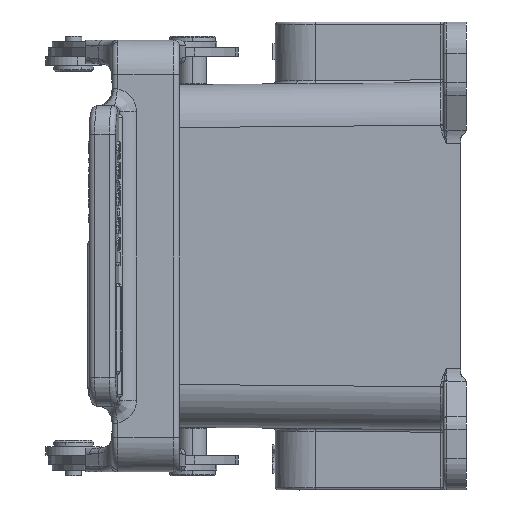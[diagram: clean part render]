
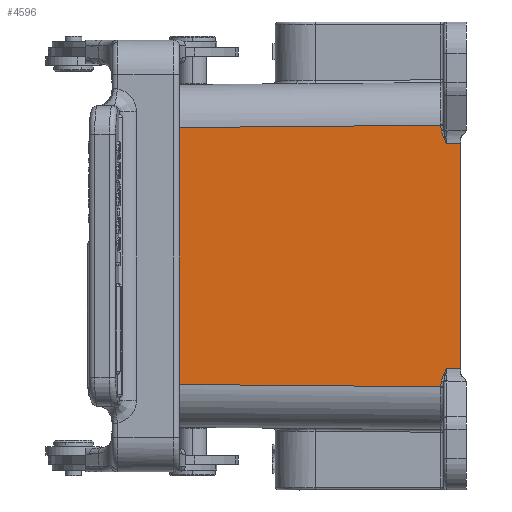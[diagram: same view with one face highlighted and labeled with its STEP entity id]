
A CAD part, left-side view. The second image highlights one B-rep face of the part: STEP entity #4596.
In plain terms, the highlighted planar face has unit normal (-1, 0.009, 0).
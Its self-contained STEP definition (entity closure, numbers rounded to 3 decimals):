
#1439=B_SPLINE_CURVE_WITH_KNOTS('',3,(#44978,#44979,#44980,#44981),
 .UNSPECIFIED.,.F.,.F.,(4,4),(0.,1.),.UNSPECIFIED.);
#1447=B_SPLINE_CURVE_WITH_KNOTS('',3,(#45027,#45028,#45029,#45030),
 .UNSPECIFIED.,.F.,.F.,(4,4),(0.,1.),.UNSPECIFIED.);
#1486=B_SPLINE_CURVE_WITH_KNOTS('',3,(#45634,#45635,#45636,#45637),
 .UNSPECIFIED.,.F.,.F.,(4,4),(0.,1.),.UNSPECIFIED.);
#1489=B_SPLINE_CURVE_WITH_KNOTS('',3,(#45649,#45650,#45651,#45652),
 .UNSPECIFIED.,.F.,.F.,(4,4),(0.,1.),.UNSPECIFIED.);
#1490=B_SPLINE_CURVE_WITH_KNOTS('',3,(#45670,#45671,#45672,#45673,#45674,
#45675),.UNSPECIFIED.,.F.,.F.,(4,1,1,4),(0.,0.333,0.667,
1.),.UNSPECIFIED.);
#1568=B_SPLINE_CURVE_WITH_KNOTS('',3,(#48581,#48582,#48583,#48584),
 .UNSPECIFIED.,.F.,.F.,(4,4),(0.,1.),.UNSPECIFIED.);
#1574=B_SPLINE_CURVE_WITH_KNOTS('',3,(#48618,#48619,#48620,#48621),
 .UNSPECIFIED.,.F.,.F.,(4,4),(0.,1.),.UNSPECIFIED.);
#1661=B_SPLINE_CURVE_WITH_KNOTS('',3,(#49517,#49518,#49519,#49520,#49521,
#49522),.UNSPECIFIED.,.F.,.F.,(4,1,1,4),(0.,0.333,0.667,
1.),.UNSPECIFIED.);
#3003=PLANE('',#27959);
#4596=ADVANCED_FACE('',(#6576),#3003,.T.);
#6576=FACE_OUTER_BOUND('',#8110,.T.);
#8110=EDGE_LOOP('',(#15781,#15782,#15783,#15784,#15785,#15786,#15787,#15788,
#15789,#15790,#15791,#15792));
#15781=ORIENTED_EDGE('',*,*,#22529,.T.);
#15782=ORIENTED_EDGE('',*,*,#21702,.F.);
#15783=ORIENTED_EDGE('',*,*,#21701,.F.);
#15784=ORIENTED_EDGE('',*,*,#21712,.F.);
#15785=ORIENTED_EDGE('',*,*,#22530,.F.);
#15786=ORIENTED_EDGE('',*,*,#22531,.F.);
#15787=ORIENTED_EDGE('',*,*,#22313,.T.);
#15788=ORIENTED_EDGE('',*,*,#22307,.F.);
#15789=ORIENTED_EDGE('',*,*,#21956,.F.);
#15790=ORIENTED_EDGE('',*,*,#21953,.F.);
#15791=ORIENTED_EDGE('',*,*,#21950,.F.);
#15792=ORIENTED_EDGE('',*,*,#22528,.F.);
#18386=VERTEX_POINT('',#44972);
#18387=VERTEX_POINT('',#44977);
#18388=VERTEX_POINT('',#44984);
#18395=VERTEX_POINT('',#45026);
#18559=VERTEX_POINT('',#45625);
#18561=VERTEX_POINT('',#45633);
#18562=VERTEX_POINT('',#45643);
#18564=VERTEX_POINT('',#45658);
#18800=VERTEX_POINT('',#48585);
#18803=VERTEX_POINT('',#48622);
#18924=VERTEX_POINT('',#49513);
#18925=VERTEX_POINT('',#49523);
#21701=EDGE_CURVE('',#18387,#18386,#1439,.T.);
#21702=EDGE_CURVE('',#18386,#18388,#23937,.T.);
#21712=EDGE_CURVE('',#18395,#18387,#1447,.T.);
#21950=EDGE_CURVE('',#18561,#18559,#1486,.T.);
#21953=EDGE_CURVE('',#18559,#18562,#1489,.T.);
#21956=EDGE_CURVE('',#18562,#18564,#1490,.T.);
#22307=EDGE_CURVE('',#18564,#18800,#1568,.T.);
#22313=EDGE_CURVE('',#18803,#18800,#1574,.T.);
#22528=EDGE_CURVE('',#18924,#18561,#24279,.T.);
#22529=EDGE_CURVE('',#18924,#18388,#24280,.T.);
#22530=EDGE_CURVE('',#18925,#18395,#1661,.T.);
#22531=EDGE_CURVE('',#18803,#18925,#24281,.T.);
#23937=LINE('',#44983,#25523);
#24279=LINE('',#49514,#25865);
#24280=LINE('',#49516,#25866);
#24281=LINE('',#49524,#25867);
#25523=VECTOR('',#32206,1.);
#25865=VECTOR('',#33652,1.);
#25866=VECTOR('',#33655,1.);
#25867=VECTOR('',#33656,1.);
#27959=AXIS2_PLACEMENT_3D('',#49525,#33657,#33658);
#32206=DIRECTION('',(-0.009,-1.,0.018));
#33652=DIRECTION('',(0.009,1.,0.018));
#33655=DIRECTION('',(0.,0.,1.));
#33656=DIRECTION('',(-0.009,-1.,0.009));
#33657=DIRECTION('',(-1.,0.009,0.));
#33658=DIRECTION('',(-0.009,-1.,0.));
#44972=CARTESIAN_POINT('',(-21.919,-23.246,19.704));
#44977=CARTESIAN_POINT('',(-21.915,-22.75,20.803));
#44978=CARTESIAN_POINT('',(-21.915,-22.75,20.803));
#44979=CARTESIAN_POINT('',(-21.916,-22.904,20.43));
#44980=CARTESIAN_POINT('',(-21.917,-23.074,20.066));
#44981=CARTESIAN_POINT('',(-21.919,-23.246,19.704));
#44983=CARTESIAN_POINT('',(-21.919,-23.246,19.704));
#44984=CARTESIAN_POINT('',(-21.941,-25.75,19.749));
#45026=CARTESIAN_POINT('',(-21.911,-22.38,21.904));
#45027=CARTESIAN_POINT('',(-21.908,-22.38,21.903));
#45028=CARTESIAN_POINT('',(-21.914,-22.46,21.575));
#45029=CARTESIAN_POINT('',(-21.916,-22.583,21.208));
#45030=CARTESIAN_POINT('',(-21.912,-22.75,20.803));
#45625=CARTESIAN_POINT('',(-21.915,-22.75,-20.803));
#45633=CARTESIAN_POINT('',(-21.919,-23.246,-19.704));
#45634=CARTESIAN_POINT('',(-21.919,-23.246,-19.704));
#45635=CARTESIAN_POINT('',(-21.917,-23.074,-20.066));
#45636=CARTESIAN_POINT('',(-21.916,-22.904,-20.43));
#45637=CARTESIAN_POINT('',(-21.915,-22.75,-20.803));
#45643=CARTESIAN_POINT('',(-21.911,-22.38,-21.904));
#45649=CARTESIAN_POINT('',(-21.915,-22.75,-20.803));
#45650=CARTESIAN_POINT('',(-21.913,-22.587,-21.2));
#45651=CARTESIAN_POINT('',(-21.912,-22.466,-21.548));
#45652=CARTESIAN_POINT('',(-21.911,-22.38,-21.904));
#45658=CARTESIAN_POINT('',(-21.91,-22.255,-22.91));
#45670=CARTESIAN_POINT('',(-21.911,-22.38,-21.904));
#45671=CARTESIAN_POINT('',(-21.911,-22.356,-22.001));
#45672=CARTESIAN_POINT('',(-21.911,-22.314,-22.206));
#45673=CARTESIAN_POINT('',(-21.91,-22.272,-22.53));
#45674=CARTESIAN_POINT('',(-21.91,-22.258,-22.779));
#45675=CARTESIAN_POINT('',(-21.91,-22.255,-22.91));
#48581=CARTESIAN_POINT('',(-21.91,-22.255,-22.91));
#48582=CARTESIAN_POINT('',(-21.774,-6.686,-22.775));
#48583=CARTESIAN_POINT('',(-21.638,8.883,-22.639));
#48584=CARTESIAN_POINT('',(-21.503,24.453,-22.503));
#48585=CARTESIAN_POINT('',(-21.5,24.453,-22.503));
#48618=CARTESIAN_POINT('',(-21.503,24.453,22.503));
#48619=CARTESIAN_POINT('',(-21.503,24.453,7.501));
#48620=CARTESIAN_POINT('',(-21.503,24.453,-7.501));
#48621=CARTESIAN_POINT('',(-21.503,24.453,-22.503));
#48622=CARTESIAN_POINT('',(-21.503,24.453,22.503));
#49513=CARTESIAN_POINT('',(-21.941,-25.75,-19.749));
#49514=CARTESIAN_POINT('',(-21.941,-25.75,-19.749));
#49516=CARTESIAN_POINT('',(-21.941,-25.75,-19.749));
#49517=CARTESIAN_POINT('',(-21.91,-22.255,22.91));
#49518=CARTESIAN_POINT('',(-21.91,-22.258,22.784));
#49519=CARTESIAN_POINT('',(-21.91,-22.272,22.541));
#49520=CARTESIAN_POINT('',(-21.911,-22.312,22.22));
#49521=CARTESIAN_POINT('',(-21.911,-22.354,22.007));
#49522=CARTESIAN_POINT('',(-21.911,-22.38,21.904));
#49523=CARTESIAN_POINT('',(-21.91,-22.255,22.91));
#49524=CARTESIAN_POINT('',(-21.503,24.453,22.503));
#49525=CARTESIAN_POINT('',(-21.5,24.75,30.));
